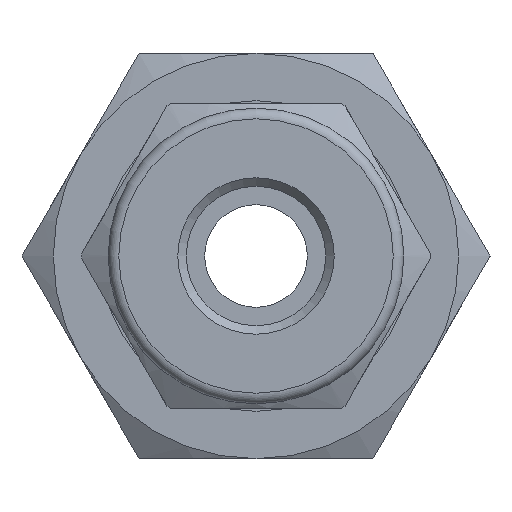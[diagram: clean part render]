
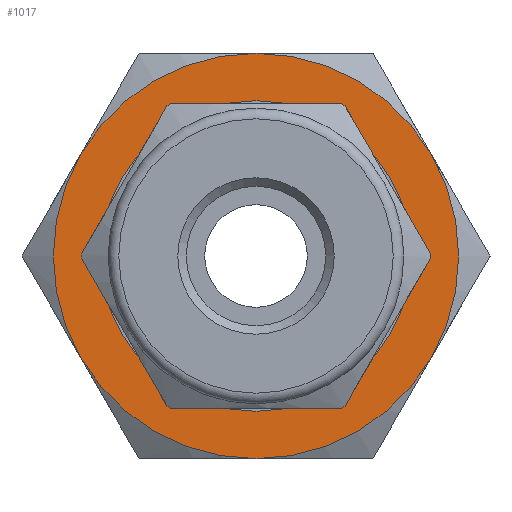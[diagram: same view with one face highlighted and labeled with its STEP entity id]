
A CAD part, left-side view. The second image highlights one B-rep face of the part: STEP entity #1017.
In plain terms, the highlighted planar face has unit normal (-1, 0, 0).
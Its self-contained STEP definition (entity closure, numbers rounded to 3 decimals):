
#22=FACE_BOUND('',#266,.T.);
#68=CIRCLE('',#1094,5.9);
#94=CIRCLE('',#1149,9.525);
#95=CIRCLE('',#1151,9.525);
#96=CIRCLE('',#1153,9.525);
#97=CIRCLE('',#1155,9.525);
#98=CIRCLE('',#1157,9.525);
#99=CIRCLE('',#1159,9.525);
#191=FACE_OUTER_BOUND('',#265,.T.);
#265=EDGE_LOOP('',(#877,#878,#879,#880,#881,#882));
#266=EDGE_LOOP('',(#883));
#446=VERTEX_POINT('',#1637);
#466=VERTEX_POINT('',#1708);
#470=VERTEX_POINT('',#1726);
#474=VERTEX_POINT('',#1744);
#481=VERTEX_POINT('',#1769);
#484=VERTEX_POINT('',#1786);
#486=VERTEX_POINT('',#1801);
#552=EDGE_CURVE('',#446,#446,#68,.T.);
#618=EDGE_CURVE('',#474,#486,#94,.T.);
#619=EDGE_CURVE('',#470,#474,#95,.T.);
#620=EDGE_CURVE('',#486,#481,#96,.T.);
#621=EDGE_CURVE('',#466,#470,#97,.T.);
#622=EDGE_CURVE('',#481,#484,#98,.T.);
#623=EDGE_CURVE('',#484,#466,#99,.T.);
#877=ORIENTED_EDGE('',*,*,#622,.F.);
#878=ORIENTED_EDGE('',*,*,#620,.F.);
#879=ORIENTED_EDGE('',*,*,#618,.F.);
#880=ORIENTED_EDGE('',*,*,#619,.F.);
#881=ORIENTED_EDGE('',*,*,#621,.F.);
#882=ORIENTED_EDGE('',*,*,#623,.F.);
#883=ORIENTED_EDGE('',*,*,#552,.T.);
#959=PLANE('',#1158);
#1017=ADVANCED_FACE('',(#191,#22),#959,.T.);
#1094=AXIS2_PLACEMENT_3D('',#1638,#1290,#1291);
#1149=AXIS2_PLACEMENT_3D('',#1821,#1416,#1417);
#1151=AXIS2_PLACEMENT_3D('',#1823,#1420,#1421);
#1153=AXIS2_PLACEMENT_3D('',#1825,#1424,#1425);
#1155=AXIS2_PLACEMENT_3D('',#1827,#1428,#1429);
#1157=AXIS2_PLACEMENT_3D('',#1829,#1432,#1433);
#1158=AXIS2_PLACEMENT_3D('',#1830,#1434,#1435);
#1159=AXIS2_PLACEMENT_3D('',#1831,#1436,#1437);
#1290=DIRECTION('center_axis',(1.,0.,0.));
#1291=DIRECTION('ref_axis',(0.,1.,0.));
#1416=DIRECTION('center_axis',(1.,0.,0.));
#1417=DIRECTION('ref_axis',(0.,0.,-1.));
#1420=DIRECTION('center_axis',(1.,0.,0.));
#1421=DIRECTION('ref_axis',(0.,0.,-1.));
#1424=DIRECTION('center_axis',(1.,0.,0.));
#1425=DIRECTION('ref_axis',(0.,0.,-1.));
#1428=DIRECTION('center_axis',(1.,0.,0.));
#1429=DIRECTION('ref_axis',(0.,0.,-1.));
#1432=DIRECTION('center_axis',(1.,0.,0.));
#1433=DIRECTION('ref_axis',(0.,0.,-1.));
#1434=DIRECTION('center_axis',(-1.,0.,0.));
#1435=DIRECTION('ref_axis',(0.,0.,1.));
#1436=DIRECTION('center_axis',(1.,0.,0.));
#1437=DIRECTION('ref_axis',(0.,0.,-1.));
#1637=CARTESIAN_POINT('',(17.841,-5.9,0.));
#1638=CARTESIAN_POINT('Origin',(17.841,0.,
0.));
#1708=CARTESIAN_POINT('',(17.841,0.,9.525));
#1726=CARTESIAN_POINT('',(17.841,-8.249,4.763));
#1744=CARTESIAN_POINT('',(17.841,-8.249,-4.763));
#1769=CARTESIAN_POINT('',(17.841,8.249,-4.763));
#1786=CARTESIAN_POINT('',(17.841,8.249,4.763));
#1801=CARTESIAN_POINT('',(17.841,0.,-9.525));
#1821=CARTESIAN_POINT('Origin',(17.841,0.,
0.));
#1823=CARTESIAN_POINT('Origin',(17.841,0.,
0.));
#1825=CARTESIAN_POINT('Origin',(17.841,0.,
0.));
#1827=CARTESIAN_POINT('Origin',(17.841,0.,
0.));
#1829=CARTESIAN_POINT('Origin',(17.841,0.,
0.));
#1830=CARTESIAN_POINT('Origin',(17.841,9.525,0.));
#1831=CARTESIAN_POINT('Origin',(17.841,0.,
0.));
